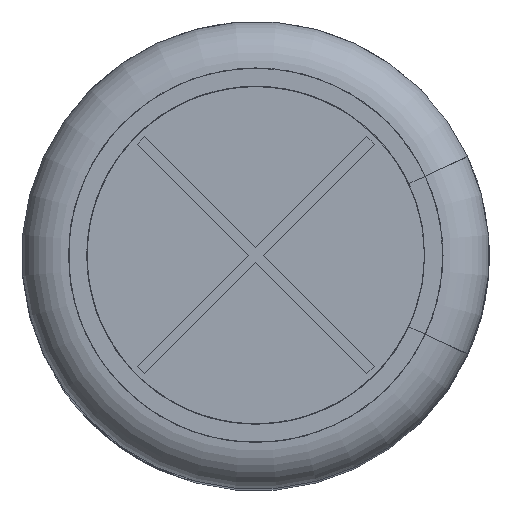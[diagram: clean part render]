
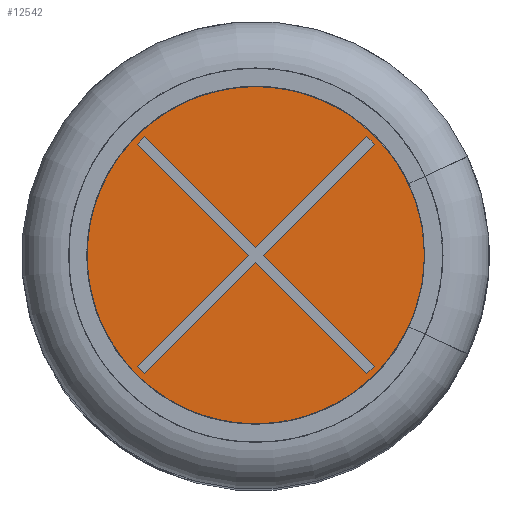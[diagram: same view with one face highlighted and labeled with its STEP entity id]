
A CAD part, top view. The second image highlights one B-rep face of the part: STEP entity #12542.
In plain terms, the highlighted planar face has unit normal (0, 0, 1).
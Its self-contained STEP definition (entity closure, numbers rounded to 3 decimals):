
#724=PLANE('',#13372);
#1010=CIRCLE('',#13325,7.209);
#3553=ORIENTED_EDGE('',*,*,#4758,.T.);
#3554=ORIENTED_EDGE('',*,*,#4781,.T.);
#3555=ORIENTED_EDGE('',*,*,#4779,.T.);
#3556=ORIENTED_EDGE('',*,*,#4777,.T.);
#3557=ORIENTED_EDGE('',*,*,#4775,.T.);
#3558=ORIENTED_EDGE('',*,*,#4773,.T.);
#3559=ORIENTED_EDGE('',*,*,#4771,.T.);
#3560=ORIENTED_EDGE('',*,*,#4769,.T.);
#3561=ORIENTED_EDGE('',*,*,#4767,.T.);
#3562=ORIENTED_EDGE('',*,*,#4765,.T.);
#3563=ORIENTED_EDGE('',*,*,#4763,.T.);
#3564=ORIENTED_EDGE('',*,*,#4761,.T.);
#3565=ORIENTED_EDGE('',*,*,#4811,.F.);
#4758=EDGE_CURVE('',#5643,#5644,#6338,.T.);
#4761=EDGE_CURVE('',#5645,#5643,#6341,.T.);
#4763=EDGE_CURVE('',#5646,#5645,#6343,.T.);
#4765=EDGE_CURVE('',#5647,#5646,#6345,.T.);
#4767=EDGE_CURVE('',#5648,#5647,#6347,.T.);
#4769=EDGE_CURVE('',#5649,#5648,#6349,.T.);
#4771=EDGE_CURVE('',#5650,#5649,#6351,.T.);
#4773=EDGE_CURVE('',#5651,#5650,#6353,.T.);
#4775=EDGE_CURVE('',#5652,#5651,#6355,.T.);
#4777=EDGE_CURVE('',#5653,#5652,#6357,.T.);
#4779=EDGE_CURVE('',#5654,#5653,#6359,.T.);
#4781=EDGE_CURVE('',#5644,#5654,#6361,.T.);
#4811=EDGE_CURVE('',#5684,#5684,#1010,.T.);
#5643=VERTEX_POINT('',#27169);
#5644=VERTEX_POINT('',#27170);
#5645=VERTEX_POINT('',#27175);
#5646=VERTEX_POINT('',#27179);
#5647=VERTEX_POINT('',#27183);
#5648=VERTEX_POINT('',#27187);
#5649=VERTEX_POINT('',#27191);
#5650=VERTEX_POINT('',#27195);
#5651=VERTEX_POINT('',#27199);
#5652=VERTEX_POINT('',#27203);
#5653=VERTEX_POINT('',#27207);
#5654=VERTEX_POINT('',#27211);
#5684=VERTEX_POINT('',#27289);
#6338=LINE('',#27168,#7006);
#6341=LINE('',#27174,#7009);
#6343=LINE('',#27178,#7011);
#6345=LINE('',#27182,#7013);
#6347=LINE('',#27186,#7015);
#6349=LINE('',#27190,#7017);
#6351=LINE('',#27194,#7019);
#6353=LINE('',#27198,#7021);
#6355=LINE('',#27202,#7023);
#6357=LINE('',#27206,#7025);
#6359=LINE('',#27210,#7027);
#6361=LINE('',#27214,#7029);
#7006=VECTOR('',#15463,1000.);
#7009=VECTOR('',#15468,1000.);
#7011=VECTOR('',#15472,1000.);
#7013=VECTOR('',#15476,1000.);
#7015=VECTOR('',#15480,1000.);
#7017=VECTOR('',#15484,1000.);
#7019=VECTOR('',#15488,1000.);
#7021=VECTOR('',#15492,1000.);
#7023=VECTOR('',#15496,1000.);
#7025=VECTOR('',#15500,1000.);
#7027=VECTOR('',#15504,1000.);
#7029=VECTOR('',#15508,1000.);
#7662=EDGE_LOOP('',(#3553,#3554,#3555,#3556,#3557,#3558,#3559,#3560,#3561,
#3562,#3563,#3564));
#7663=EDGE_LOOP('',(#3565));
#8292=FACE_BOUND('',#7662,.T.);
#8293=FACE_BOUND('',#7663,.T.);
#12542=ADVANCED_FACE('',(#8292,#8293),#724,.T.);
#13325=AXIS2_PLACEMENT_3D('',#27288,#15589,#15590);
#13372=AXIS2_PLACEMENT_3D('',#27351,#15683,#15684);
#15463=DIRECTION('',(0.707,0.707,0.));
#15468=DIRECTION('',(-0.707,0.707,0.));
#15472=DIRECTION('',(0.707,0.707,0.));
#15476=DIRECTION('',(-0.707,0.707,0.));
#15480=DIRECTION('',(-0.707,-0.707,0.));
#15484=DIRECTION('',(-0.707,0.707,0.));
#15488=DIRECTION('',(-0.707,-0.707,0.));
#15492=DIRECTION('',(0.707,-0.707,0.));
#15496=DIRECTION('',(-0.707,-0.707,0.));
#15500=DIRECTION('',(0.707,-0.707,0.));
#15504=DIRECTION('',(0.707,0.707,0.));
#15508=DIRECTION('',(0.707,-0.707,0.));
#15589=DIRECTION('',(0.,0.,-1.));
#15590=DIRECTION('',(-1.,0.,0.));
#15683=DIRECTION('',(0.,0.,1.));
#15684=DIRECTION('',(1.,0.,0.));
#27168=CARTESIAN_POINT('',(-4.276,4.559,39.78));
#27169=CARTESIAN_POINT('',(-4.559,4.276,39.78));
#27170=CARTESIAN_POINT('',(-4.276,4.559,39.78));
#27174=CARTESIAN_POINT('',(-0.283,0.,39.78));
#27175=CARTESIAN_POINT('',(-0.283,0.,39.78));
#27178=CARTESIAN_POINT('',(-0.283,0.,39.78));
#27179=CARTESIAN_POINT('',(-4.559,-4.276,39.78));
#27182=CARTESIAN_POINT('',(-4.276,-4.559,39.78));
#27183=CARTESIAN_POINT('',(-4.276,-4.559,39.78));
#27186=CARTESIAN_POINT('',(0.,-0.283,39.78));
#27187=CARTESIAN_POINT('',(0.,-0.283,39.78));
#27190=CARTESIAN_POINT('',(0.,-0.283,39.78));
#27191=CARTESIAN_POINT('',(4.276,-4.559,39.78));
#27194=CARTESIAN_POINT('',(4.559,-4.276,39.78));
#27195=CARTESIAN_POINT('',(4.559,-4.276,39.78));
#27198=CARTESIAN_POINT('',(0.283,0.,39.78));
#27199=CARTESIAN_POINT('',(0.283,0.,39.78));
#27202=CARTESIAN_POINT('',(0.283,0.,39.78));
#27203=CARTESIAN_POINT('',(4.559,4.276,39.78));
#27206=CARTESIAN_POINT('',(4.559,4.276,39.78));
#27207=CARTESIAN_POINT('',(4.276,4.559,39.78));
#27210=CARTESIAN_POINT('',(0.,0.283,39.78));
#27211=CARTESIAN_POINT('',(0.,0.283,39.78));
#27214=CARTESIAN_POINT('',(0.,0.283,39.78));
#27288=CARTESIAN_POINT('',(0.,0.,39.78));
#27289=CARTESIAN_POINT('',(-7.209,0.,39.78));
#27351=CARTESIAN_POINT('',(-7.209,0.,39.78));
